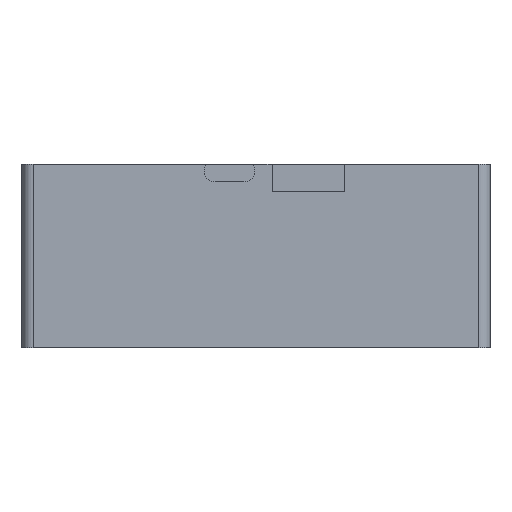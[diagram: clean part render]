
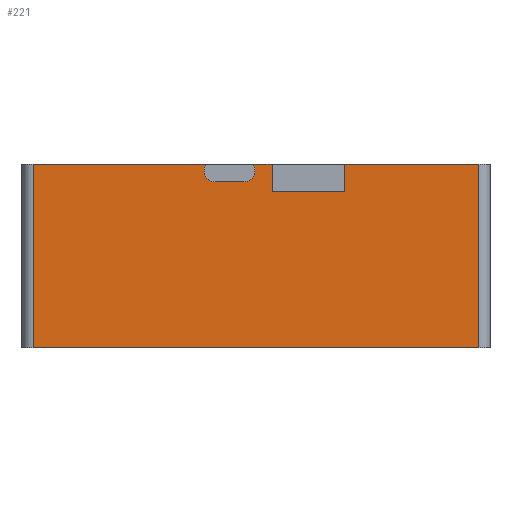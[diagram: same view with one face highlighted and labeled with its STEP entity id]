
A CAD part, front view. The second image highlights one B-rep face of the part: STEP entity #221.
In plain terms, the highlighted planar face has unit normal (0, -1, 0).
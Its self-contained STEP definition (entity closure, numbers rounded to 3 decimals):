
#43 = EDGE_CURVE ( 'NONE', #3501, #3169, #2394, .T. ) ;
#102 = ORIENTED_EDGE ( 'NONE', *, *, #3763, .F. ) ;
#154 = FACE_OUTER_BOUND ( 'NONE', #2181, .T. ) ;
#158 = ORIENTED_EDGE ( 'NONE', *, *, #1343, .F. ) ;
#159 = DIRECTION ( 'NONE',  ( 0., 0., -1. ) ) ;
#221 = ADVANCED_FACE ( 'NONE', ( #154 ), #732, .F. ) ;
#225 = LINE ( 'NONE', #1115, #1000 ) ;
#237 = ORIENTED_EDGE ( 'NONE', *, *, #1918, .T. ) ;
#257 = CARTESIAN_POINT ( 'NONE',  ( -7.313, -52., -3.2 ) ) ;
#264 = CARTESIAN_POINT ( 'NONE',  ( -8.913, -52., 0. ) ) ;
#296 = EDGE_CURVE ( 'NONE', #3169, #3765, #3067, .T. ) ;
#360 = VERTEX_POINT ( 'NONE', #264 ) ;
#416 = CARTESIAN_POINT ( 'NONE',  ( 40., -52., 0. ) ) ;
#450 = CARTESIAN_POINT ( 'NONE',  ( -7.313, -52., -1.2 ) ) ;
#459 = VECTOR ( 'NONE', #1211, 1000. ) ;
#463 = CARTESIAN_POINT ( 'NONE',  ( 2.897, -52., -5. ) ) ;
#517 = DIRECTION ( 'NONE',  ( -1., 0., 0. ) ) ;
#552 = VECTOR ( 'NONE', #1584, 1000. ) ;
#593 = CARTESIAN_POINT ( 'NONE',  ( 40., -52., 0. ) ) ;
#595 = DIRECTION ( 'NONE',  ( 0., 0., 1. ) ) ;
#713 = DIRECTION ( 'NONE',  ( 0., 0., 1. ) ) ;
#732 = PLANE ( 'NONE',  #1169 ) ;
#743 = LINE ( 'NONE', #3285, #1180 ) ;
#819 = LINE ( 'NONE', #1974, #2884 ) ;
#848 = LINE ( 'NONE', #593, #2547 ) ;
#858 = CARTESIAN_POINT ( 'NONE',  ( -2.213, -52., -3.2 ) ) ;
#861 = VERTEX_POINT ( 'NONE', #257 ) ;
#1000 = VECTOR ( 'NONE', #517, 1000. ) ;
#1025 = CARTESIAN_POINT ( 'NONE',  ( 40., -52., -33. ) ) ;
#1053 = EDGE_CURVE ( 'NONE', #2748, #1260, #225, .T. ) ;
#1115 = CARTESIAN_POINT ( 'NONE',  ( 40., -52., -33. ) ) ;
#1131 = VERTEX_POINT ( 'NONE', #858 ) ;
#1155 = DIRECTION ( 'NONE',  ( -1., 0., 0. ) ) ;
#1169 = AXIS2_PLACEMENT_3D ( 'NONE', #1025, #2701, #713 ) ;
#1180 = VECTOR ( 'NONE', #3566, 1000. ) ;
#1185 = EDGE_CURVE ( 'NONE', #1260, #2665, #1994, .T. ) ;
#1211 = DIRECTION ( 'NONE',  ( 0., 0., -1. ) ) ;
#1260 = VERTEX_POINT ( 'NONE', #1817 ) ;
#1343 = EDGE_CURVE ( 'NONE', #3765, #1922, #743, .T. ) ;
#1455 = CARTESIAN_POINT ( 'NONE',  ( -2.213, -52., -1.2 ) ) ;
#1500 = EDGE_CURVE ( 'NONE', #3501, #3225, #819, .T. ) ;
#1541 = ORIENTED_EDGE ( 'NONE', *, *, #3609, .T. ) ;
#1584 = DIRECTION ( 'NONE',  ( -1., 0., 0. ) ) ;
#1626 = DIRECTION ( 'NONE',  ( 1., 0., 0. ) ) ;
#1691 = ORIENTED_EDGE ( 'NONE', *, *, #296, .F. ) ;
#1705 = CARTESIAN_POINT ( 'NONE',  ( 40., -52., -33. ) ) ;
#1762 = AXIS2_PLACEMENT_3D ( 'NONE', #450, #3358, #159 ) ;
#1817 = CARTESIAN_POINT ( 'NONE',  ( -40., -52., -33. ) ) ;
#1838 = VECTOR ( 'NONE', #2853, 1000. ) ;
#1902 = CARTESIAN_POINT ( 'NONE',  ( 40., -52., -33. ) ) ;
#1918 = EDGE_CURVE ( 'NONE', #2594, #1922, #2229, .T. ) ;
#1922 = VERTEX_POINT ( 'NONE', #3347 ) ;
#1966 = DIRECTION ( 'NONE',  ( 0., -1., 0. ) ) ;
#1974 = CARTESIAN_POINT ( 'NONE',  ( 40., -52., 0. ) ) ;
#1978 = CARTESIAN_POINT ( 'NONE',  ( -40., -52., -33. ) ) ;
#1994 = LINE ( 'NONE', #1978, #1838 ) ;
#2035 = CARTESIAN_POINT ( 'NONE',  ( 2.897, -52., 0. ) ) ;
#2112 = EDGE_CURVE ( 'NONE', #2748, #2594, #2555, .T. ) ;
#2124 = CIRCLE ( 'NONE', #1762, 2. ) ;
#2163 = VECTOR ( 'NONE', #1626, 1000. ) ;
#2177 = CARTESIAN_POINT ( 'NONE',  ( 2.897, -52., 0. ) ) ;
#2180 = EDGE_CURVE ( 'NONE', #861, #1131, #3234, .T. ) ;
#2181 = EDGE_LOOP ( 'NONE', ( #2981, #102, #1541, #3315, #2451, #2204, #237, #158, #1691, #3357, #3100, #3553 ) ) ;
#2204 = ORIENTED_EDGE ( 'NONE', *, *, #2112, .T. ) ;
#2229 = LINE ( 'NONE', #416, #552 ) ;
#2312 = CIRCLE ( 'NONE', #3117, 2. ) ;
#2394 = LINE ( 'NONE', #2035, #459 ) ;
#2413 = EDGE_CURVE ( 'NONE', #1131, #3225, #2312, .T. ) ;
#2451 = ORIENTED_EDGE ( 'NONE', *, *, #1053, .F. ) ;
#2541 = DIRECTION ( 'NONE',  ( -1., 0., 0. ) ) ;
#2547 = VECTOR ( 'NONE', #1155, 1000. ) ;
#2555 = LINE ( 'NONE', #1705, #2712 ) ;
#2594 = VERTEX_POINT ( 'NONE', #2984 ) ;
#2630 = DIRECTION ( 'NONE',  ( 1., 0., 0. ) ) ;
#2665 = VERTEX_POINT ( 'NONE', #3514 ) ;
#2701 = DIRECTION ( 'NONE',  ( 0., 1., 0. ) ) ;
#2712 = VECTOR ( 'NONE', #595, 1000. ) ;
#2748 = VERTEX_POINT ( 'NONE', #1902 ) ;
#2853 = DIRECTION ( 'NONE',  ( 0., 0., 1. ) ) ;
#2884 = VECTOR ( 'NONE', #2541, 1000. ) ;
#2981 = ORIENTED_EDGE ( 'NONE', *, *, #2180, .F. ) ;
#2984 = CARTESIAN_POINT ( 'NONE',  ( 40., -52., 0. ) ) ;
#3067 = LINE ( 'NONE', #463, #2163 ) ;
#3100 = ORIENTED_EDGE ( 'NONE', *, *, #1500, .T. ) ;
#3115 = CARTESIAN_POINT ( 'NONE',  ( 15.897, -52., -5. ) ) ;
#3117 = AXIS2_PLACEMENT_3D ( 'NONE', #1455, #1966, #3163 ) ;
#3163 = DIRECTION ( 'NONE',  ( 0., 0., -1. ) ) ;
#3169 = VERTEX_POINT ( 'NONE', #3394 ) ;
#3199 = VECTOR ( 'NONE', #2630, 1000. ) ;
#3225 = VERTEX_POINT ( 'NONE', #3487 ) ;
#3234 = LINE ( 'NONE', #3519, #3199 ) ;
#3285 = CARTESIAN_POINT ( 'NONE',  ( 15.897, -52., 0. ) ) ;
#3315 = ORIENTED_EDGE ( 'NONE', *, *, #1185, .F. ) ;
#3347 = CARTESIAN_POINT ( 'NONE',  ( 15.897, -52., 0. ) ) ;
#3357 = ORIENTED_EDGE ( 'NONE', *, *, #43, .F. ) ;
#3358 = DIRECTION ( 'NONE',  ( 0., -1., 0. ) ) ;
#3394 = CARTESIAN_POINT ( 'NONE',  ( 2.897, -52., -5. ) ) ;
#3487 = CARTESIAN_POINT ( 'NONE',  ( -0.613, -52., 0. ) ) ;
#3501 = VERTEX_POINT ( 'NONE', #2177 ) ;
#3514 = CARTESIAN_POINT ( 'NONE',  ( -40., -52., 0. ) ) ;
#3519 = CARTESIAN_POINT ( 'NONE',  ( -2.213, -52., -3.2 ) ) ;
#3553 = ORIENTED_EDGE ( 'NONE', *, *, #2413, .F. ) ;
#3566 = DIRECTION ( 'NONE',  ( 0., 0., 1. ) ) ;
#3609 = EDGE_CURVE ( 'NONE', #360, #2665, #848, .T. ) ;
#3763 = EDGE_CURVE ( 'NONE', #360, #861, #2124, .T. ) ;
#3765 = VERTEX_POINT ( 'NONE', #3115 ) ;
